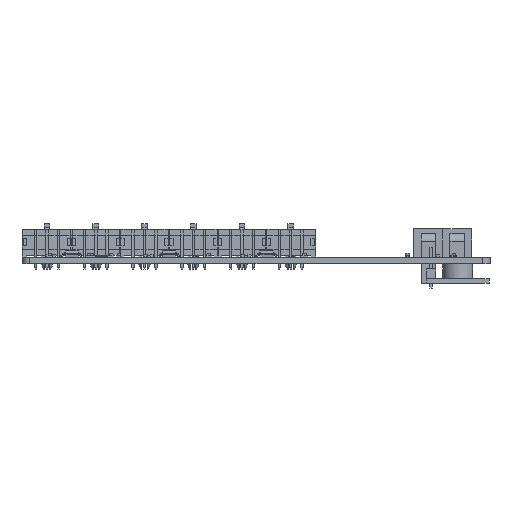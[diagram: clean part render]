
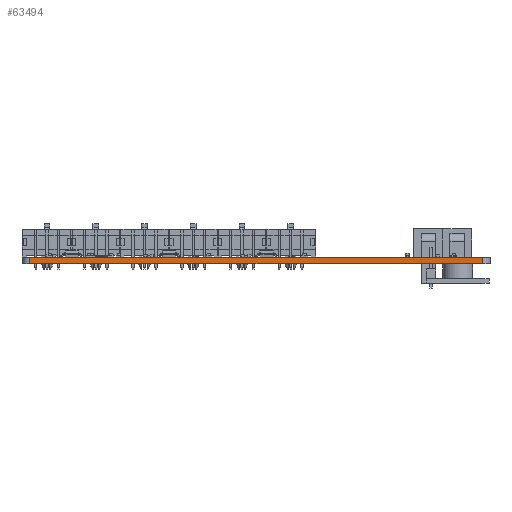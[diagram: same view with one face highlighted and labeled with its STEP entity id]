
A CAD part, front view. The second image highlights one B-rep face of the part: STEP entity #63494.
In plain terms, the highlighted planar face has unit normal (0, -1, 0).
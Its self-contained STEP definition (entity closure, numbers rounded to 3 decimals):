
#54170 = PLANE('',#54171);
#54171 = AXIS2_PLACEMENT_3D('',#54172,#54173,#54174);
#54172 = CARTESIAN_POINT('',(109.987,-97.085,1.6));
#54173 = DIRECTION('',(0.,0.,1.));
#54174 = DIRECTION('',(1.,0.,0.));
#54224 = PLANE('',#54225);
#54225 = AXIS2_PLACEMENT_3D('',#54226,#54227,#54228);
#54226 = CARTESIAN_POINT('',(109.987,-97.085,0.));
#54227 = DIRECTION('',(0.,0.,1.));
#54228 = DIRECTION('',(1.,0.,0.));
#54505 = VERTEX_POINT('',#54506);
#54506 = CARTESIAN_POINT('',(48.895,-174.752,0.));
#54521 = CYLINDRICAL_SURFACE('',#54522,2.032);
#54522 = AXIS2_PLACEMENT_3D('',#54523,#54524,#54525);
#54523 = CARTESIAN_POINT('',(48.895,-172.72,0.));
#54524 = DIRECTION('',(0.,0.,-1.));
#54525 = DIRECTION('',(1.,0.,0.));
#54533 = EDGE_CURVE('',#54505,#54534,#54536,.T.);
#54534 = VERTEX_POINT('',#54535);
#54535 = CARTESIAN_POINT('',(168.021,-174.752,0.));
#54536 = SURFACE_CURVE('',#54537,(#54541,#54548),.PCURVE_S1.);
#54537 = LINE('',#54538,#54539);
#54538 = CARTESIAN_POINT('',(48.895,-174.752,0.));
#54539 = VECTOR('',#54540,1.);
#54540 = DIRECTION('',(1.,0.,0.));
#54541 = PCURVE('',#54224,#54542);
#54542 = DEFINITIONAL_REPRESENTATION('',(#54543),#54547);
#54543 = LINE('',#54544,#54545);
#54544 = CARTESIAN_POINT('',(-61.092,-77.667));
#54545 = VECTOR('',#54546,1.);
#54546 = DIRECTION('',(1.,0.));
#54547 = ( GEOMETRIC_REPRESENTATION_CONTEXT(2) 
PARAMETRIC_REPRESENTATION_CONTEXT() REPRESENTATION_CONTEXT('2D SPACE',''
  ) );
#54548 = PCURVE('',#54549,#54554);
#54549 = PLANE('',#54550);
#54550 = AXIS2_PLACEMENT_3D('',#54551,#54552,#54553);
#54551 = CARTESIAN_POINT('',(48.895,-174.752,0.));
#54552 = DIRECTION('',(0.,1.,0.));
#54553 = DIRECTION('',(1.,0.,0.));
#54554 = DEFINITIONAL_REPRESENTATION('',(#54555),#54559);
#54555 = LINE('',#54556,#54557);
#54556 = CARTESIAN_POINT('',(0.,0.));
#54557 = VECTOR('',#54558,1.);
#54558 = DIRECTION('',(1.,0.));
#54559 = ( GEOMETRIC_REPRESENTATION_CONTEXT(2) 
PARAMETRIC_REPRESENTATION_CONTEXT() REPRESENTATION_CONTEXT('2D SPACE',''
  ) );
#54578 = CYLINDRICAL_SURFACE('',#54579,2.032);
#54579 = AXIS2_PLACEMENT_3D('',#54580,#54581,#54582);
#54580 = CARTESIAN_POINT('',(168.021,-172.72,0.));
#54581 = DIRECTION('',(0.,0.,-1.));
#54582 = DIRECTION('',(1.,0.,0.));
#59279 = VERTEX_POINT('',#59280);
#59280 = CARTESIAN_POINT('',(48.895,-174.752,1.6));
#59302 = EDGE_CURVE('',#59279,#59303,#59305,.T.);
#59303 = VERTEX_POINT('',#59304);
#59304 = CARTESIAN_POINT('',(168.021,-174.752,1.6));
#59305 = SURFACE_CURVE('',#59306,(#59310,#59317),.PCURVE_S1.);
#59306 = LINE('',#59307,#59308);
#59307 = CARTESIAN_POINT('',(48.895,-174.752,1.6));
#59308 = VECTOR('',#59309,1.);
#59309 = DIRECTION('',(1.,0.,0.));
#59310 = PCURVE('',#54170,#59311);
#59311 = DEFINITIONAL_REPRESENTATION('',(#59312),#59316);
#59312 = LINE('',#59313,#59314);
#59313 = CARTESIAN_POINT('',(-61.092,-77.667));
#59314 = VECTOR('',#59315,1.);
#59315 = DIRECTION('',(1.,0.));
#59316 = ( GEOMETRIC_REPRESENTATION_CONTEXT(2) 
PARAMETRIC_REPRESENTATION_CONTEXT() REPRESENTATION_CONTEXT('2D SPACE',''
  ) );
#59317 = PCURVE('',#54549,#59318);
#59318 = DEFINITIONAL_REPRESENTATION('',(#59319),#59323);
#59319 = LINE('',#59320,#59321);
#59320 = CARTESIAN_POINT('',(0.,-1.6));
#59321 = VECTOR('',#59322,1.);
#59322 = DIRECTION('',(1.,0.));
#59323 = ( GEOMETRIC_REPRESENTATION_CONTEXT(2) 
PARAMETRIC_REPRESENTATION_CONTEXT() REPRESENTATION_CONTEXT('2D SPACE',''
  ) );
#63446 = EDGE_CURVE('',#54505,#59279,#63447,.T.);
#63447 = SURFACE_CURVE('',#63448,(#63452,#63459),.PCURVE_S1.);
#63448 = LINE('',#63449,#63450);
#63449 = CARTESIAN_POINT('',(48.895,-174.752,0.));
#63450 = VECTOR('',#63451,1.);
#63451 = DIRECTION('',(0.,0.,1.));
#63452 = PCURVE('',#54521,#63453);
#63453 = DEFINITIONAL_REPRESENTATION('',(#63454),#63458);
#63454 = LINE('',#63455,#63456);
#63455 = CARTESIAN_POINT('',(-4.712,0.));
#63456 = VECTOR('',#63457,1.);
#63457 = DIRECTION('',(0.,-1.));
#63458 = ( GEOMETRIC_REPRESENTATION_CONTEXT(2) 
PARAMETRIC_REPRESENTATION_CONTEXT() REPRESENTATION_CONTEXT('2D SPACE',''
  ) );
#63459 = PCURVE('',#54549,#63460);
#63460 = DEFINITIONAL_REPRESENTATION('',(#63461),#63465);
#63461 = LINE('',#63462,#63463);
#63462 = CARTESIAN_POINT('',(0.,0.));
#63463 = VECTOR('',#63464,1.);
#63464 = DIRECTION('',(0.,-1.));
#63465 = ( GEOMETRIC_REPRESENTATION_CONTEXT(2) 
PARAMETRIC_REPRESENTATION_CONTEXT() REPRESENTATION_CONTEXT('2D SPACE',''
  ) );
#63494 = ADVANCED_FACE('',(#63495),#54549,.F.);
#63495 = FACE_BOUND('',#63496,.F.);
#63496 = EDGE_LOOP('',(#63497,#63498,#63499,#63520));
#63497 = ORIENTED_EDGE('',*,*,#63446,.T.);
#63498 = ORIENTED_EDGE('',*,*,#59302,.T.);
#63499 = ORIENTED_EDGE('',*,*,#63500,.F.);
#63500 = EDGE_CURVE('',#54534,#59303,#63501,.T.);
#63501 = SURFACE_CURVE('',#63502,(#63506,#63513),.PCURVE_S1.);
#63502 = LINE('',#63503,#63504);
#63503 = CARTESIAN_POINT('',(168.021,-174.752,0.));
#63504 = VECTOR('',#63505,1.);
#63505 = DIRECTION('',(0.,0.,1.));
#63506 = PCURVE('',#54549,#63507);
#63507 = DEFINITIONAL_REPRESENTATION('',(#63508),#63512);
#63508 = LINE('',#63509,#63510);
#63509 = CARTESIAN_POINT('',(119.126,0.));
#63510 = VECTOR('',#63511,1.);
#63511 = DIRECTION('',(0.,-1.));
#63512 = ( GEOMETRIC_REPRESENTATION_CONTEXT(2) 
PARAMETRIC_REPRESENTATION_CONTEXT() REPRESENTATION_CONTEXT('2D SPACE',''
  ) );
#63513 = PCURVE('',#54578,#63514);
#63514 = DEFINITIONAL_REPRESENTATION('',(#63515),#63519);
#63515 = LINE('',#63516,#63517);
#63516 = CARTESIAN_POINT('',(-4.712,0.));
#63517 = VECTOR('',#63518,1.);
#63518 = DIRECTION('',(0.,-1.));
#63519 = ( GEOMETRIC_REPRESENTATION_CONTEXT(2) 
PARAMETRIC_REPRESENTATION_CONTEXT() REPRESENTATION_CONTEXT('2D SPACE',''
  ) );
#63520 = ORIENTED_EDGE('',*,*,#54533,.F.);
